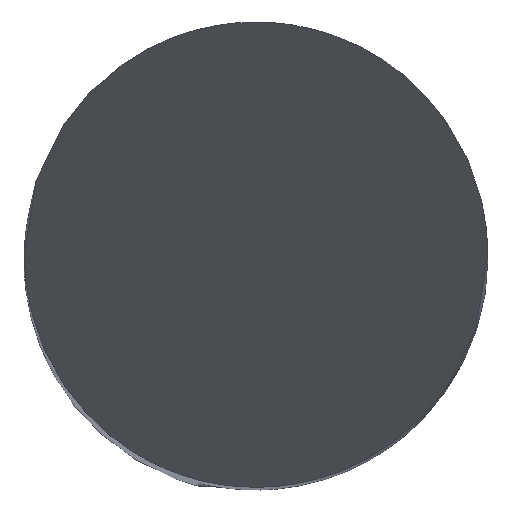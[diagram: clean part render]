
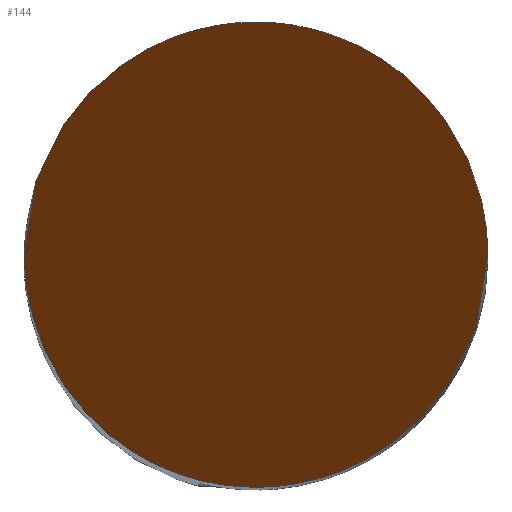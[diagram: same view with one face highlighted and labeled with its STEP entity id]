
A CAD part, top view. The second image highlights one B-rep face of the part: STEP entity #144.
In plain terms, the highlighted planar face has unit normal (0, -0.866, 0.5).
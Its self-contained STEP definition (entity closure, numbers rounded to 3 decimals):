
#144=ADVANCED_FACE('',(#185),#173,.F.);
#173=PLANE('',#557);
#185=FACE_OUTER_BOUND('',#214,.T.);
#214=EDGE_LOOP('',(#243,#244));
#243=ORIENTED_EDGE('',*,*,#434,.F.);
#244=ORIENTED_EDGE('',*,*,#435,.F.);
#387=VERTEX_POINT('',#738);
#388=VERTEX_POINT('',#739);
#434=EDGE_CURVE('',#387,#388,#514,.T.);
#435=EDGE_CURVE('',#388,#387,#515,.T.);
#514=(
BOUNDED_CURVE()
B_SPLINE_CURVE(3,(#734,#735,#736,#737),.UNSPECIFIED.,.F.,.F.)
B_SPLINE_CURVE_WITH_KNOTS((4,4),(0.,1.),.UNSPECIFIED.)
CURVE()
GEOMETRIC_REPRESENTATION_ITEM()
RATIONAL_B_SPLINE_CURVE((1.,0.333,0.333,1.))
REPRESENTATION_ITEM('')
);
#515=(
BOUNDED_CURVE()
B_SPLINE_CURVE(3,(#740,#741,#742,#743),.UNSPECIFIED.,.F.,.F.)
B_SPLINE_CURVE_WITH_KNOTS((4,4),(0.,1.),.UNSPECIFIED.)
CURVE()
GEOMETRIC_REPRESENTATION_ITEM()
RATIONAL_B_SPLINE_CURVE((1.,0.333,0.333,1.))
REPRESENTATION_ITEM('')
);
#557=AXIS2_PLACEMENT_3D('',#744,#602,#603);
#602=DIRECTION('',(0.,0.866,-0.5));
#603=DIRECTION('',(0.,-0.5,-0.866));
#734=CARTESIAN_POINT('',(2.5,0.,0.));
#735=CARTESIAN_POINT('',(2.5,-5.,-8.66));
#736=CARTESIAN_POINT('',(-2.5,-5.,-8.66));
#737=CARTESIAN_POINT('',(-2.5,0.,0.));
#738=CARTESIAN_POINT('',(2.5,0.,0.));
#739=CARTESIAN_POINT('',(-2.5,0.,0.));
#740=CARTESIAN_POINT('',(-2.5,0.,0.));
#741=CARTESIAN_POINT('',(-2.5,5.,8.66));
#742=CARTESIAN_POINT('',(2.5,5.,8.66));
#743=CARTESIAN_POINT('',(2.5,0.,0.));
#744=CARTESIAN_POINT('',(-2.5,2.5,4.33));
